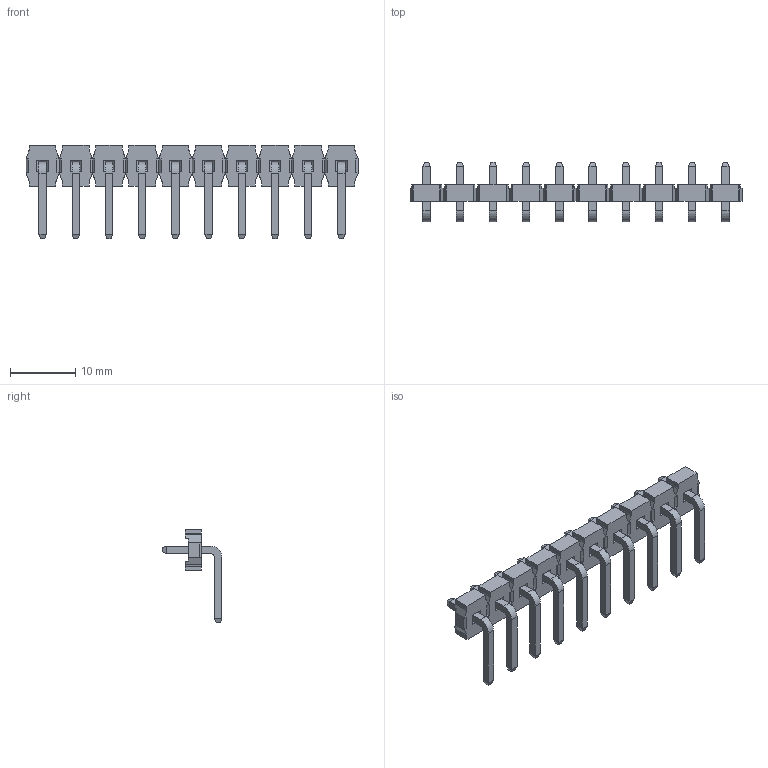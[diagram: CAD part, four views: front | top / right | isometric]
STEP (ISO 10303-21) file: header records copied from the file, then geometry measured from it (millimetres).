
FILE_DESCRIPTION( ('This file contains a STEP AP42 implementation' ,'as created by ZW3D STEP Interface translator.') ,'2;1' );
FILE_NAME( '1925-1110XXR190XXXX(す醱俔).stp' ,'23 321. 85413', (''), ('ZWCAD Software Co.'), 'Version 1.0', 'ZW3D to STEP translator', '' );
FILE_SCHEMA(('AUTOMOTIVE_DESIGN { 1 0 10303 214 1 1 1 1 }'));
Length unit declared in the file: millimetre
Products named in the file (2): 0; 1925-1120XXR192XXXX(す醱俔)
Bounding box: 50.8 x 9.14 x 14.3 mm (x, y, z)
Volume: 857.4 mm3; surface area: 1981.5 mm2
Topology: 11 solids, 11 shells, 497 faces, 1278 edges, 812 vertices
Faces by surface type: plane 437, cylinder 60
Entity records: 15286 total; most frequent: CARTESIAN_POINT 2588, ORIENTED_EDGE 2556, DIRECTION 2394, EDGE_CURVE 1278, VECTOR 1158, LINE 1158, VERTEX_POINT 812, AXIS2_PLACEMENT_3D 618
